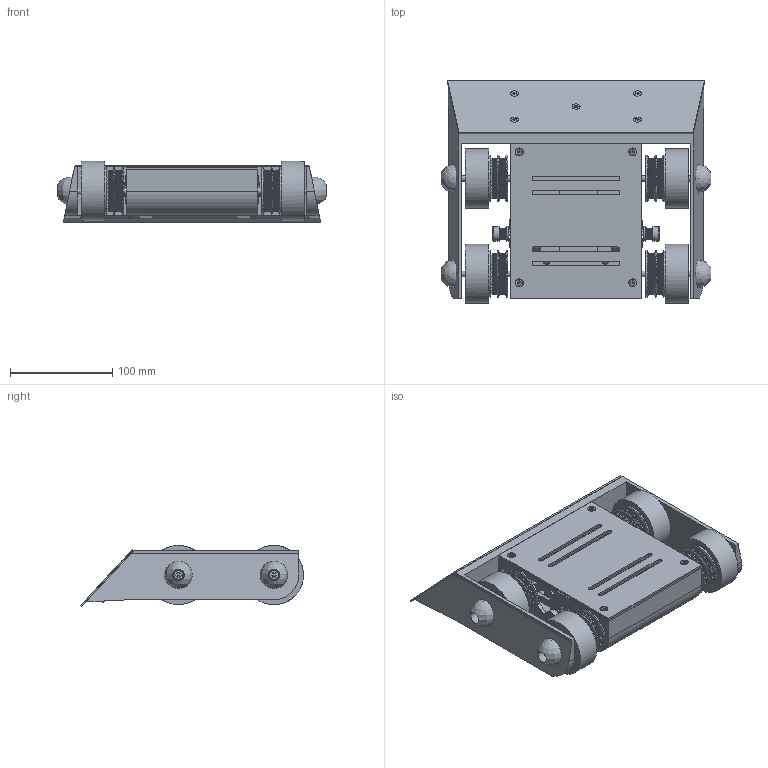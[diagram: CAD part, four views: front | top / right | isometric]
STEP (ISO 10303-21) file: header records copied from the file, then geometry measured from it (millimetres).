
FILE_DESCRIPTION(('FreeCAD Model'),'2;1');
FILE_NAME('Open CASCADE Shape Model','2025-05-02T14:47:25',('FreeCAD'),( 'FreeCAD'),'Open CASCADE STEP processor 7.6','FreeCAD','Unknown');
FILE_SCHEMA(('AUTOMOTIVE_DESIGN { 1 0 10303 214 1 1 1 1 }'));
Products named in the file (1): Open CASCADE STEP translator 7.6 1
Bounding box: 264.16 x 218.39 x 59.91 mm (x, y, z)
Volume: 1151225.7 mm3; surface area: 475801.3 mm2
Topology: 56 solids, 56 shells, 3912 faces, 10412 edges, 6637 vertices
Faces by surface type: bspline 3912
Entity records: 117002 total; most frequent: CARTESIAN_POINT 58466, ORIENTED_EDGE 20812, EDGE_CURVE 10406, VERTEX_POINT 6637, B_SPLINE_CURVE_WITH_KNOTS 6346, FACE_BOUND 4215, EDGE_LOOP 4215, ADVANCED_FACE 3912
